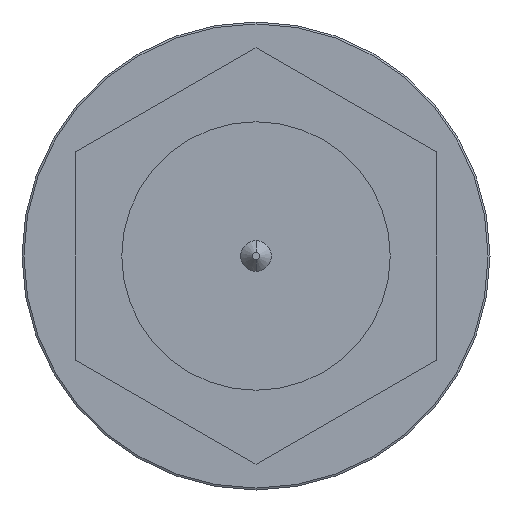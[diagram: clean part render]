
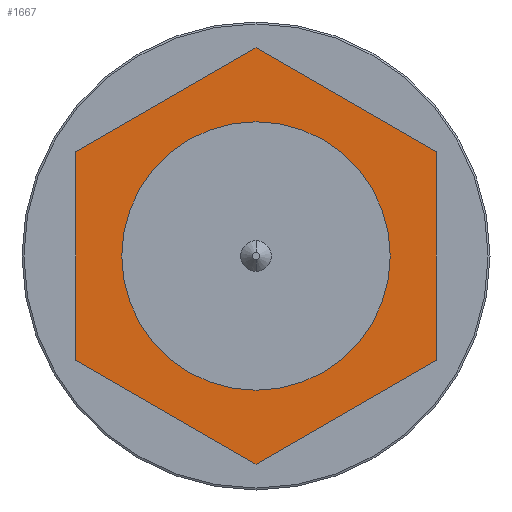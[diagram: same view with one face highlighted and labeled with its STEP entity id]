
A CAD part, front view. The second image highlights one B-rep face of the part: STEP entity #1667.
In plain terms, the highlighted planar face has unit normal (0, -1, 0).
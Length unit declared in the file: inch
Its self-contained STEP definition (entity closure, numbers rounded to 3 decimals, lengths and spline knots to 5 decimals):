
#442 = VECTOR ( 'NONE', #505, 39.37008 ) ;
#443 = CARTESIAN_POINT ( 'NONE',  ( 0.235, -0.51, -0.13568 ) ) ;
#444 = LINE ( 'NONE', #443, #442 ) ;
#480 = LINE ( 'NONE', #551, #550 ) ;
#481 = DIRECTION ( 'NONE',  ( 0., 0., 1. ) ) ;
#482 = DIRECTION ( 'NONE',  ( 0., 1., 0. ) ) ;
#483 = CARTESIAN_POINT ( 'NONE',  ( -0.235, -0.51, -0.13568 ) ) ;
#484 = AXIS2_PLACEMENT_3D ( 'NONE', #483, #482, #481 ) ;
#485 = PLANE ( 'NONE',  #484 ) ;
#495 = DIRECTION ( 'NONE',  ( -0.866, 0., -0.5 ) ) ;
#496 = VECTOR ( 'NONE', #495, 39.37008 ) ;
#497 = CARTESIAN_POINT ( 'NONE',  ( 0., -0.51, 0.27135 ) ) ;
#498 = LINE ( 'NONE', #497, #496 ) ;
#499 = FACE_OUTER_BOUND ( 'NONE', #1686, .T. ) ;
#500 = FACE_BOUND ( 'NONE', #1668, .T. ) ;
#501 = DIRECTION ( 'NONE',  ( 0., 0., -1. ) ) ;
#502 = VECTOR ( 'NONE', #501, 39.37008 ) ;
#503 = CARTESIAN_POINT ( 'NONE',  ( -0.235, -0.51, 0.13568 ) ) ;
#504 = LINE ( 'NONE', #503, #502 ) ;
#505 = DIRECTION ( 'NONE',  ( 0., 0., 1. ) ) ;
#530 = DIRECTION ( 'NONE',  ( 0., 0., -1. ) ) ;
#531 = DIRECTION ( 'NONE',  ( 0., -1., 0. ) ) ;
#532 = CARTESIAN_POINT ( 'NONE',  ( 0., -0.51, 0. ) ) ;
#533 = AXIS2_PLACEMENT_3D ( 'NONE', #532, #531, #530 ) ;
#534 = CIRCLE ( 'NONE', #533, 0.175 ) ;
#535 = CARTESIAN_POINT ( 'NONE',  ( -0.235, -0.51, -0.13568 ) ) ;
#536 = CARTESIAN_POINT ( 'NONE',  ( -0.235, -0.51, 0.13568 ) ) ;
#545 = DIRECTION ( 'NONE',  ( 0.866, 0., -0.5 ) ) ;
#546 = VECTOR ( 'NONE', #545, 39.37008 ) ;
#547 = CARTESIAN_POINT ( 'NONE',  ( -0.235, -0.51, -0.13568 ) ) ;
#548 = LINE ( 'NONE', #547, #546 ) ;
#549 = DIRECTION ( 'NONE',  ( -0.866, 0., 0.5 ) ) ;
#550 = VECTOR ( 'NONE', #549, 39.37008 ) ;
#551 = CARTESIAN_POINT ( 'NONE',  ( 0.235, -0.51, 0.13568 ) ) ;
#613 = CARTESIAN_POINT ( 'NONE',  ( 0., -0.51, -0.27135 ) ) ;
#700 = CARTESIAN_POINT ( 'NONE',  ( 0., -0.51, 0.27135 ) ) ;
#701 = DIRECTION ( 'NONE',  ( 0.866, 0., 0.5 ) ) ;
#702 = VECTOR ( 'NONE', #701, 39.37008 ) ;
#703 = CARTESIAN_POINT ( 'NONE',  ( 0., -0.51, -0.27135 ) ) ;
#704 = LINE ( 'NONE', #703, #702 ) ;
#705 = CARTESIAN_POINT ( 'NONE',  ( 0.235, -0.51, -0.13568 ) ) ;
#706 = CARTESIAN_POINT ( 'NONE',  ( 0.235, -0.51, 0.13568 ) ) ;
#971 = VERTEX_POINT ( 'NONE', #2072 ) ;
#973 = EDGE_CURVE ( 'NONE', #971, #974, #1844, .T. ) ;
#974 = VERTEX_POINT ( 'NONE', #2296 ) ;
#1595 = CARTESIAN_POINT ( 'NONE',  ( 0., -0.51, 0. ) ) ;
#1661 = ORIENTED_EDGE ( 'NONE', *, *, #1689, .T. ) ;
#1662 = ORIENTED_EDGE ( 'NONE', *, *, #1665, .T. ) ;
#1663 = EDGE_CURVE ( 'NONE', #1754, #1753, #444, .T. ) ;
#1665 = EDGE_CURVE ( 'NONE', #1681, #1682, #504, .T. ) ;
#1667 = ADVANCED_FACE ( 'NONE', ( #500, #499 ), #485, .F. ) ;
#1668 = EDGE_LOOP ( 'NONE', ( #1683, #1685 ) ) ;
#1670 = EDGE_CURVE ( 'NONE', #1753, #1758, #480, .T. ) ;
#1674 = EDGE_CURVE ( 'NONE', #1682, #1789, #548, .T. ) ;
#1681 = VERTEX_POINT ( 'NONE', #536 ) ;
#1682 = VERTEX_POINT ( 'NONE', #535 ) ;
#1683 = ORIENTED_EDGE ( 'NONE', *, *, #1684, .F. ) ;
#1684 = EDGE_CURVE ( 'NONE', #974, #971, #534, .T. ) ;
#1685 = ORIENTED_EDGE ( 'NONE', *, *, #973, .F. ) ;
#1686 = EDGE_LOOP ( 'NONE', ( #1687, #1688, #1749, #1750, #1661, #1662 ) ) ;
#1687 = ORIENTED_EDGE ( 'NONE', *, *, #1674, .T. ) ;
#1688 = ORIENTED_EDGE ( 'NONE', *, *, #1755, .T. ) ;
#1689 = EDGE_CURVE ( 'NONE', #1758, #1681, #498, .T. ) ;
#1749 = ORIENTED_EDGE ( 'NONE', *, *, #1663, .T. ) ;
#1750 = ORIENTED_EDGE ( 'NONE', *, *, #1670, .T. ) ;
#1753 = VERTEX_POINT ( 'NONE', #706 ) ;
#1754 = VERTEX_POINT ( 'NONE', #705 ) ;
#1755 = EDGE_CURVE ( 'NONE', #1789, #1754, #704, .T. ) ;
#1758 = VERTEX_POINT ( 'NONE', #700 ) ;
#1789 = VERTEX_POINT ( 'NONE', #613 ) ;
#1843 = AXIS2_PLACEMENT_3D ( 'NONE', #1595, #2073, #2202 ) ;
#1844 = CIRCLE ( 'NONE', #1843, 0.175 ) ;
#2072 = CARTESIAN_POINT ( 'NONE',  ( 0., -0.51, 0.175 ) ) ;
#2073 = DIRECTION ( 'NONE',  ( 0., -1., 0. ) ) ;
#2202 = DIRECTION ( 'NONE',  ( 0., 0., -1. ) ) ;
#2296 = CARTESIAN_POINT ( 'NONE',  ( 0., -0.51, -0.175 ) ) ;
